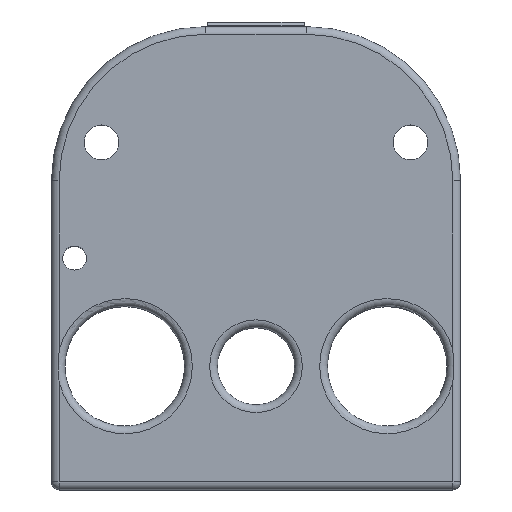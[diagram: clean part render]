
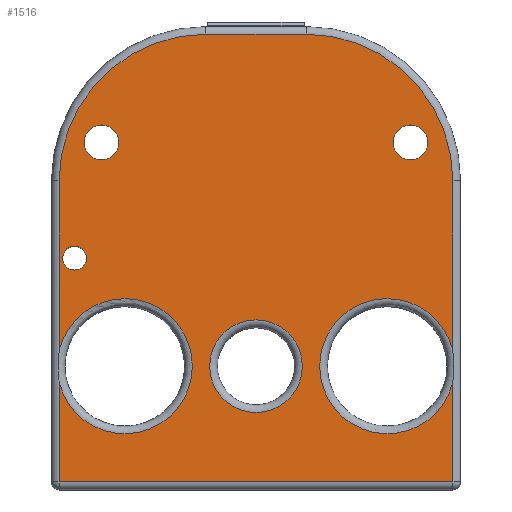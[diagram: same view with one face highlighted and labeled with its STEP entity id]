
A CAD part, top view. The second image highlights one B-rep face of the part: STEP entity #1516.
In plain terms, the highlighted planar face has unit normal (0, 0, 1).
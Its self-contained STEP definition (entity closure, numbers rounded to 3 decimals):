
#119=FACE_BOUND('',#344,.T.);
#120=FACE_BOUND('',#345,.T.);
#121=FACE_BOUND('',#346,.T.);
#122=FACE_BOUND('',#347,.T.);
#131=CIRCLE('',#1597,1.55);
#132=CIRCLE('',#1613,6.);
#138=CIRCLE('',#1621,8.75);
#139=CIRCLE('',#1622,19.);
#140=CIRCLE('',#1623,19.);
#141=CIRCLE('',#1624,8.75);
#142=CIRCLE('',#1625,8.75);
#143=CIRCLE('',#1626,2.25);
#144=CIRCLE('',#1627,2.25);
#250=FACE_OUTER_BOUND('',#343,.T.);
#343=EDGE_LOOP('',(#1166,#1167,#1168,#1169,#1170,#1171,#1172,#1173,#1174,
#1175,#1176));
#344=EDGE_LOOP('',(#1177));
#345=EDGE_LOOP('',(#1178));
#346=EDGE_LOOP('',(#1179));
#347=EDGE_LOOP('',(#1180));
#470=LINE('',#2612,#575);
#471=LINE('',#2616,#576);
#472=LINE('',#2620,#577);
#473=LINE('',#2626,#578);
#474=LINE('',#2628,#579);
#475=LINE('',#2629,#580);
#575=VECTOR('',#1876,10.);
#576=VECTOR('',#1879,10.);
#577=VECTOR('',#1882,10.);
#578=VECTOR('',#1887,10.);
#579=VECTOR('',#1888,10.);
#580=VECTOR('',#1889,10.);
#628=VERTEX_POINT('',#2205);
#683=VERTEX_POINT('',#2594);
#688=VERTEX_POINT('',#2608);
#689=VERTEX_POINT('',#2609);
#690=VERTEX_POINT('',#2611);
#691=VERTEX_POINT('',#2613);
#692=VERTEX_POINT('',#2615);
#693=VERTEX_POINT('',#2617);
#694=VERTEX_POINT('',#2619);
#695=VERTEX_POINT('',#2621);
#696=VERTEX_POINT('',#2623);
#697=VERTEX_POINT('',#2625);
#698=VERTEX_POINT('',#2627);
#699=VERTEX_POINT('',#2630);
#700=VERTEX_POINT('',#2632);
#774=EDGE_CURVE('',#628,#628,#131,.T.);
#854=EDGE_CURVE('',#683,#683,#132,.T.);
#861=EDGE_CURVE('',#688,#689,#138,.T.);
#862=EDGE_CURVE('',#690,#688,#470,.T.);
#863=EDGE_CURVE('',#691,#690,#139,.T.);
#864=EDGE_CURVE('',#692,#691,#471,.T.);
#865=EDGE_CURVE('',#693,#692,#140,.T.);
#866=EDGE_CURVE('',#694,#693,#472,.T.);
#867=EDGE_CURVE('',#695,#694,#141,.T.);
#868=EDGE_CURVE('',#696,#695,#142,.T.);
#869=EDGE_CURVE('',#697,#696,#473,.T.);
#870=EDGE_CURVE('',#698,#697,#474,.T.);
#871=EDGE_CURVE('',#689,#698,#475,.T.);
#872=EDGE_CURVE('',#699,#699,#143,.T.);
#873=EDGE_CURVE('',#700,#700,#144,.T.);
#1166=ORIENTED_EDGE('',*,*,#861,.F.);
#1167=ORIENTED_EDGE('',*,*,#862,.F.);
#1168=ORIENTED_EDGE('',*,*,#863,.F.);
#1169=ORIENTED_EDGE('',*,*,#864,.F.);
#1170=ORIENTED_EDGE('',*,*,#865,.F.);
#1171=ORIENTED_EDGE('',*,*,#866,.F.);
#1172=ORIENTED_EDGE('',*,*,#867,.F.);
#1173=ORIENTED_EDGE('',*,*,#868,.F.);
#1174=ORIENTED_EDGE('',*,*,#869,.F.);
#1175=ORIENTED_EDGE('',*,*,#870,.F.);
#1176=ORIENTED_EDGE('',*,*,#871,.F.);
#1177=ORIENTED_EDGE('',*,*,#774,.T.);
#1178=ORIENTED_EDGE('',*,*,#872,.T.);
#1179=ORIENTED_EDGE('',*,*,#873,.T.);
#1180=ORIENTED_EDGE('',*,*,#854,.F.);
#1472=PLANE('',#1620);
#1516=ADVANCED_FACE('',(#250,#119,#120,#121,#122),#1472,.T.);
#1597=AXIS2_PLACEMENT_3D('',#2207,#1774,#1775);
#1613=AXIS2_PLACEMENT_3D('',#2595,#1857,#1858);
#1620=AXIS2_PLACEMENT_3D('',#2607,#1872,#1873);
#1621=AXIS2_PLACEMENT_3D('',#2610,#1874,#1875);
#1622=AXIS2_PLACEMENT_3D('',#2614,#1877,#1878);
#1623=AXIS2_PLACEMENT_3D('',#2618,#1880,#1881);
#1624=AXIS2_PLACEMENT_3D('',#2622,#1883,#1884);
#1625=AXIS2_PLACEMENT_3D('',#2624,#1885,#1886);
#1626=AXIS2_PLACEMENT_3D('',#2631,#1890,#1891);
#1627=AXIS2_PLACEMENT_3D('',#2633,#1892,#1893);
#1774=DIRECTION('center_axis',(0.,0.,-1.));
#1775=DIRECTION('ref_axis',(1.,0.,0.));
#1857=DIRECTION('center_axis',(0.,0.,1.));
#1858=DIRECTION('ref_axis',(0.,-1.,0.));
#1872=DIRECTION('center_axis',(0.,0.,1.));
#1873=DIRECTION('ref_axis',(1.,0.,0.));
#1874=DIRECTION('center_axis',(0.,0.,1.));
#1875=DIRECTION('ref_axis',(0.,-1.,0.));
#1876=DIRECTION('',(0.,-1.,0.));
#1877=DIRECTION('center_axis',(0.,0.,-1.));
#1878=DIRECTION('ref_axis',(0.707,0.707,0.));
#1879=DIRECTION('',(1.,0.,0.));
#1880=DIRECTION('center_axis',(0.,0.,-1.));
#1881=DIRECTION('ref_axis',(-0.707,0.707,0.));
#1882=DIRECTION('',(0.,1.,0.));
#1883=DIRECTION('center_axis',(0.,0.,1.));
#1884=DIRECTION('ref_axis',(0.,-1.,0.));
#1885=DIRECTION('center_axis',(0.,0.,1.));
#1886=DIRECTION('ref_axis',(0.,-1.,0.));
#1887=DIRECTION('',(0.,1.,0.));
#1888=DIRECTION('',(-1.,0.,0.));
#1889=DIRECTION('',(0.,-1.,0.));
#1890=DIRECTION('center_axis',(0.,0.,-1.));
#1891=DIRECTION('ref_axis',(-1.,0.,0.));
#1892=DIRECTION('center_axis',(0.,0.,-1.));
#1893=DIRECTION('ref_axis',(-1.,0.,0.));
#2205=CARTESIAN_POINT('',(1.45,30.,24.));
#2207=CARTESIAN_POINT('Origin',(3.,30.,24.));
#2594=CARTESIAN_POINT('',(32.5,16.,24.));
#2595=CARTESIAN_POINT('Origin',(26.5,16.,24.));
#2607=CARTESIAN_POINT('Origin',(26.5,30.,24.));
#2608=CARTESIAN_POINT('',(52.,18.077,24.));
#2609=CARTESIAN_POINT('',(52.,13.923,24.));
#2610=CARTESIAN_POINT('Origin',(43.5,16.,24.));
#2611=CARTESIAN_POINT('',(52.,40.,24.));
#2612=CARTESIAN_POINT('',(52.,15.,24.));
#2613=CARTESIAN_POINT('',(33.,59.,24.));
#2614=CARTESIAN_POINT('Origin',(33.,40.,24.));
#2615=CARTESIAN_POINT('',(20.,59.,24.));
#2616=CARTESIAN_POINT('',(39.75,59.,24.));
#2617=CARTESIAN_POINT('',(1.,40.,24.));
#2618=CARTESIAN_POINT('Origin',(20.,40.,24.));
#2619=CARTESIAN_POINT('',(1.,18.077,24.));
#2620=CARTESIAN_POINT('',(1.,45.,24.));
#2621=CARTESIAN_POINT('',(18.25,16.,24.));
#2622=CARTESIAN_POINT('Origin',(9.5,16.,24.));
#2623=CARTESIAN_POINT('',(1.,13.923,24.));
#2624=CARTESIAN_POINT('Origin',(9.5,16.,24.));
#2625=CARTESIAN_POINT('',(1.,1.,24.));
#2626=CARTESIAN_POINT('',(1.,45.,24.));
#2627=CARTESIAN_POINT('',(52.,1.,24.));
#2628=CARTESIAN_POINT('',(13.25,1.,24.));
#2629=CARTESIAN_POINT('',(52.,15.,24.));
#2630=CARTESIAN_POINT('',(8.75,45.,24.));
#2631=CARTESIAN_POINT('Origin',(6.5,45.,24.));
#2632=CARTESIAN_POINT('',(48.75,45.,24.));
#2633=CARTESIAN_POINT('Origin',(46.5,45.,24.));
